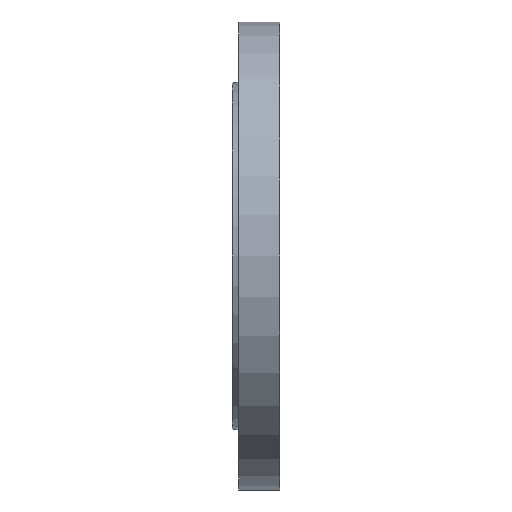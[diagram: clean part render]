
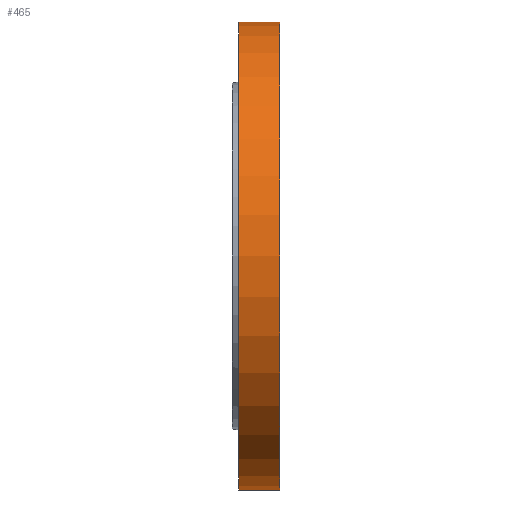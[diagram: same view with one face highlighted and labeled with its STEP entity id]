
A CAD part, left-side view. The second image highlights one B-rep face of the part: STEP entity #465.
In plain terms, the highlighted cylindrical face has radius 125 mm (diameter 250 mm), a partial arc.
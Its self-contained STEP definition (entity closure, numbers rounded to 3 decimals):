
#13 = VERTEX_POINT ( 'NONE', #382 ) ;
#70 = EDGE_CURVE ( 'NONE', #871, #13, #91, .T. ) ;
#91 = CIRCLE ( 'NONE', #341, 125. ) ;
#138 = CIRCLE ( 'NONE', #398, 125. ) ;
#174 = ORIENTED_EDGE ( 'NONE', *, *, #70, .T. ) ;
#180 = CARTESIAN_POINT ( 'NONE',  ( 0., 22., -125. ) ) ;
#201 = VECTOR ( 'NONE', #241, 1000. ) ;
#224 = DIRECTION ( 'NONE',  ( 0., -1., 0. ) ) ;
#241 = DIRECTION ( 'NONE',  ( 0., -1., 0. ) ) ;
#288 = EDGE_CURVE ( 'NONE', #946, #13, #957, .T. ) ;
#306 = DIRECTION ( 'NONE',  ( 0., 0., 1. ) ) ;
#334 = CARTESIAN_POINT ( 'NONE',  ( 0., 0., -125. ) ) ;
#341 = AXIS2_PLACEMENT_3D ( 'NONE', #692, #925, #306 ) ;
#382 = CARTESIAN_POINT ( 'NONE',  ( 0., 0., 125. ) ) ;
#398 = AXIS2_PLACEMENT_3D ( 'NONE', #476, #463, #867 ) ;
#461 = FACE_OUTER_BOUND ( 'NONE', #708, .T. ) ;
#463 = DIRECTION ( 'NONE',  ( 0., 1., 0. ) ) ;
#465 = ADVANCED_FACE ( 'NONE', ( #461 ), #836, .T. ) ;
#476 = CARTESIAN_POINT ( 'NONE',  ( 0., 22., 0. ) ) ;
#528 = DIRECTION ( 'NONE',  ( 0., 0., -1. ) ) ;
#572 = LINE ( 'NONE', #180, #896 ) ;
#596 = AXIS2_PLACEMENT_3D ( 'NONE', #759, #224, #528 ) ;
#628 = ORIENTED_EDGE ( 'NONE', *, *, #824, .T. ) ;
#652 = EDGE_CURVE ( 'NONE', #949, #946, #138, .T. ) ;
#680 = CARTESIAN_POINT ( 'NONE',  ( 0., 22., -125. ) ) ;
#692 = CARTESIAN_POINT ( 'NONE',  ( 0., 0., 0. ) ) ;
#706 = CARTESIAN_POINT ( 'NONE',  ( 0., 22., 125. ) ) ;
#708 = EDGE_LOOP ( 'NONE', ( #866, #758, #628, #174 ) ) ;
#758 = ORIENTED_EDGE ( 'NONE', *, *, #652, .F. ) ;
#759 = CARTESIAN_POINT ( 'NONE',  ( 0., 22., 0. ) ) ;
#820 = DIRECTION ( 'NONE',  ( 0., -1., 0. ) ) ;
#824 = EDGE_CURVE ( 'NONE', #949, #871, #572, .T. ) ;
#836 = CYLINDRICAL_SURFACE ( 'NONE', #596, 125. ) ;
#866 = ORIENTED_EDGE ( 'NONE', *, *, #288, .F. ) ;
#867 = DIRECTION ( 'NONE',  ( 0., 0., 1. ) ) ;
#871 = VERTEX_POINT ( 'NONE', #334 ) ;
#896 = VECTOR ( 'NONE', #820, 1000. ) ;
#925 = DIRECTION ( 'NONE',  ( 0., 1., 0. ) ) ;
#946 = VERTEX_POINT ( 'NONE', #996 ) ;
#949 = VERTEX_POINT ( 'NONE', #680 ) ;
#957 = LINE ( 'NONE', #706, #201 ) ;
#996 = CARTESIAN_POINT ( 'NONE',  ( 0., 22., 125. ) ) ;
